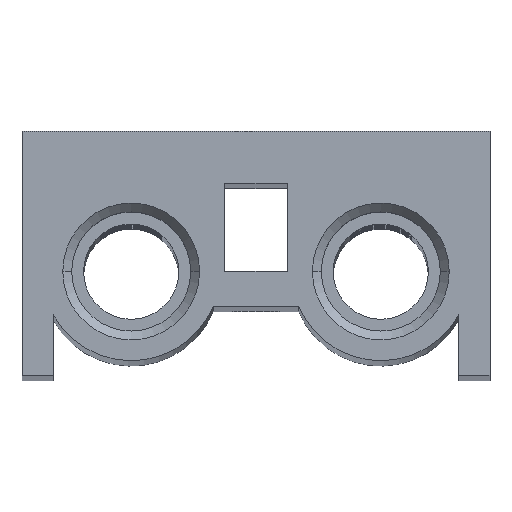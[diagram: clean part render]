
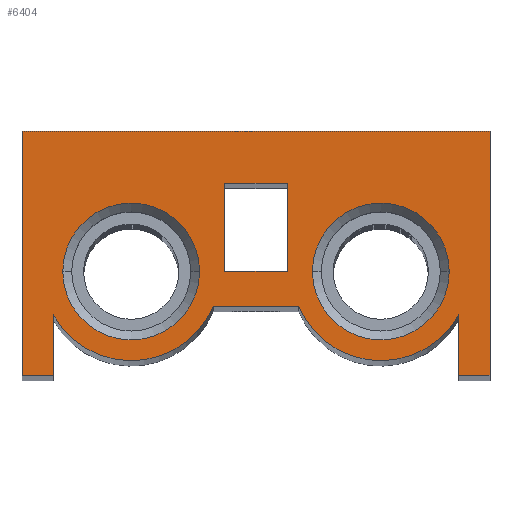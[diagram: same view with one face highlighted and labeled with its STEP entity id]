
A CAD part, top view. The second image highlights one B-rep face of the part: STEP entity #6404.
In plain terms, the highlighted planar face has unit normal (0, 0, 1).
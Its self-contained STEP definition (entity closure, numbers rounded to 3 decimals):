
#27 = LINE ( 'NONE', #7434, #285 ) ;
#61 = DIRECTION ( 'NONE',  ( -1., 0., 0. ) ) ;
#112 = FACE_OUTER_BOUND ( 'NONE', #2035, .T. ) ;
#161 = LINE ( 'NONE', #6619, #7346 ) ;
#190 = LINE ( 'NONE', #3914, #2078 ) ;
#285 = VECTOR ( 'NONE', #9513, 1000. ) ;
#296 = CIRCLE ( 'NONE', #762, 6.579 ) ;
#392 = VECTOR ( 'NONE', #2579, 1000. ) ;
#422 = CARTESIAN_POINT ( 'NONE',  ( -19.5, 5.836, 299. ) ) ;
#532 = DIRECTION ( 'NONE',  ( -1., 0., 0. ) ) ;
#534 = ORIENTED_EDGE ( 'NONE', *, *, #4196, .T. ) ;
#620 = LINE ( 'NONE', #665, #4432 ) ;
#665 = CARTESIAN_POINT ( 'NONE',  ( 19.5, 5.836, 299. ) ) ;
#735 = VECTOR ( 'NONE', #1110, 1000. ) ;
#748 = CARTESIAN_POINT ( 'NONE',  ( -3., 18.5, 299. ) ) ;
#762 = AXIS2_PLACEMENT_3D ( 'NONE', #9227, #9132, #5615 ) ;
#905 = DIRECTION ( 'NONE',  ( 1., 0., 0. ) ) ;
#933 = LINE ( 'NONE', #3884, #392 ) ;
#957 = EDGE_CURVE ( 'NONE', #8478, #4968, #190, .T. ) ;
#1001 = CARTESIAN_POINT ( 'NONE',  ( -19.5, 0., 299. ) ) ;
#1035 = EDGE_CURVE ( 'NONE', #4356, #8939, #8113, .T. ) ;
#1110 = DIRECTION ( 'NONE',  ( 0., -1., 0. ) ) ;
#1182 = DIRECTION ( 'NONE',  ( -1., 0., 0. ) ) ;
#1217 = VERTEX_POINT ( 'NONE', #4275 ) ;
#1225 = EDGE_CURVE ( 'NONE', #6043, #1557, #1958, .T. ) ;
#1241 = EDGE_CURVE ( 'NONE', #4176, #5781, #8735, .T. ) ;
#1251 = EDGE_LOOP ( 'NONE', ( #4248, #3530, #2137, #8579 ) ) ;
#1288 = EDGE_CURVE ( 'NONE', #9202, #1544, #8875, .T. ) ;
#1423 = FACE_BOUND ( 'NONE', #1251, .T. ) ;
#1520 = CARTESIAN_POINT ( 'NONE',  ( -12., 10., 299. ) ) ;
#1544 = VERTEX_POINT ( 'NONE', #4167 ) ;
#1557 = VERTEX_POINT ( 'NONE', #7172 ) ;
#1775 = AXIS2_PLACEMENT_3D ( 'NONE', #8260, #7538, #905 ) ;
#1780 = CIRCLE ( 'NONE', #1775, 8.579 ) ;
#1958 = LINE ( 'NONE', #7923, #8879 ) ;
#2012 = CARTESIAN_POINT ( 'NONE',  ( 12., 10., 299. ) ) ;
#2035 = EDGE_LOOP ( 'NONE', ( #6556, #8394, #4088, #534, #5884, #7567, #8480, #8352, #2659, #2312 ) ) ;
#2078 = VECTOR ( 'NONE', #6878, 1000. ) ;
#2097 = CARTESIAN_POINT ( 'NONE',  ( 3., 18.5, 299. ) ) ;
#2137 = ORIENTED_EDGE ( 'NONE', *, *, #7534, .F. ) ;
#2160 = CARTESIAN_POINT ( 'NONE',  ( -18.579, 10., 299. ) ) ;
#2247 = VERTEX_POINT ( 'NONE', #8407 ) ;
#2312 = ORIENTED_EDGE ( 'NONE', *, *, #8541, .T. ) ;
#2357 = EDGE_CURVE ( 'NONE', #8854, #3129, #1780, .T. ) ;
#2579 = DIRECTION ( 'NONE',  ( 0., 1., 0. ) ) ;
#2608 = DIRECTION ( 'NONE',  ( -1., 0., 0. ) ) ;
#2659 = ORIENTED_EDGE ( 'NONE', *, *, #2748, .T. ) ;
#2733 = CIRCLE ( 'NONE', #5538, 6.579 ) ;
#2748 = EDGE_CURVE ( 'NONE', #1557, #6694, #5053, .T. ) ;
#2776 = DIRECTION ( 'NONE',  ( 0., 1., 0. ) ) ;
#2935 = DIRECTION ( 'NONE',  ( 0., -1., 0. ) ) ;
#2953 = CARTESIAN_POINT ( 'NONE',  ( 22.5, 23.5, 299. ) ) ;
#2972 = DIRECTION ( 'NONE',  ( 1., 0., 0. ) ) ;
#3013 = ORIENTED_EDGE ( 'NONE', *, *, #9186, .T. ) ;
#3017 = LINE ( 'NONE', #5938, #9392 ) ;
#3064 = CARTESIAN_POINT ( 'NONE',  ( -22.5, 0., 299. ) ) ;
#3129 = VERTEX_POINT ( 'NONE', #8895 ) ;
#3222 = LINE ( 'NONE', #4792, #7708 ) ;
#3325 = LINE ( 'NONE', #9239, #9526 ) ;
#3488 = EDGE_CURVE ( 'NONE', #3129, #6043, #620, .T. ) ;
#3530 = ORIENTED_EDGE ( 'NONE', *, *, #7364, .F. ) ;
#3599 = DIRECTION ( 'NONE',  ( 0., 0., 1. ) ) ;
#3860 = DIRECTION ( 'NONE',  ( 0., 0., 1. ) ) ;
#3884 = CARTESIAN_POINT ( 'NONE',  ( 3., 10., 299. ) ) ;
#3914 = CARTESIAN_POINT ( 'NONE',  ( -22.5, 23.5, 299. ) ) ;
#3955 = CARTESIAN_POINT ( 'NONE',  ( -12., 10., 299. ) ) ;
#4088 = ORIENTED_EDGE ( 'NONE', *, *, #1241, .T. ) ;
#4167 = CARTESIAN_POINT ( 'NONE',  ( 18.579, 10., 299. ) ) ;
#4176 = VERTEX_POINT ( 'NONE', #1001 ) ;
#4196 = EDGE_CURVE ( 'NONE', #5781, #1217, #4600, .T. ) ;
#4248 = ORIENTED_EDGE ( 'NONE', *, *, #9472, .F. ) ;
#4275 = CARTESIAN_POINT ( 'NONE',  ( -4.096, 6.667, 299. ) ) ;
#4327 = DIRECTION ( 'NONE',  ( 1., 0., 0. ) ) ;
#4356 = VERTEX_POINT ( 'NONE', #8561 ) ;
#4422 = FACE_BOUND ( 'NONE', #7045, .T. ) ;
#4432 = VECTOR ( 'NONE', #2935, 1000. ) ;
#4472 = DIRECTION ( 'NONE',  ( 1., 0., 0. ) ) ;
#4600 = CIRCLE ( 'NONE', #9079, 8.579 ) ;
#4671 = EDGE_CURVE ( 'NONE', #1217, #8854, #3222, .T. ) ;
#4792 = CARTESIAN_POINT ( 'NONE',  ( -4.096, 6.667, 299. ) ) ;
#4802 = CARTESIAN_POINT ( 'NONE',  ( -3., 18.5, 299. ) ) ;
#4828 = EDGE_CURVE ( 'NONE', #2247, #8289, #27, .T. ) ;
#4868 = ORIENTED_EDGE ( 'NONE', *, *, #5761, .T. ) ;
#4869 = CARTESIAN_POINT ( 'NONE',  ( -19.5, 0., 299. ) ) ;
#4968 = VERTEX_POINT ( 'NONE', #3064 ) ;
#5053 = LINE ( 'NONE', #9347, #7055 ) ;
#5184 = VECTOR ( 'NONE', #2776, 1000. ) ;
#5350 = VERTEX_POINT ( 'NONE', #748 ) ;
#5538 = AXIS2_PLACEMENT_3D ( 'NONE', #5777, #9445, #6599 ) ;
#5615 = DIRECTION ( 'NONE',  ( -1., 0., 0. ) ) ;
#5628 = DIRECTION ( 'NONE',  ( 0., 0., -1. ) ) ;
#5761 = EDGE_CURVE ( 'NONE', #1544, #9202, #296, .T. ) ;
#5777 = CARTESIAN_POINT ( 'NONE',  ( -12., 10., 299. ) ) ;
#5779 = DIRECTION ( 'NONE',  ( 0., 1., 0. ) ) ;
#5781 = VERTEX_POINT ( 'NONE', #422 ) ;
#5797 = AXIS2_PLACEMENT_3D ( 'NONE', #8671, #5628, #532 ) ;
#5884 = ORIENTED_EDGE ( 'NONE', *, *, #4671, .T. ) ;
#5938 = CARTESIAN_POINT ( 'NONE',  ( -22.5, 0., 299. ) ) ;
#5942 = EDGE_CURVE ( 'NONE', #4968, #4176, #3017, .T. ) ;
#5978 = FACE_BOUND ( 'NONE', #7295, .T. ) ;
#6043 = VERTEX_POINT ( 'NONE', #8251 ) ;
#6207 = CARTESIAN_POINT ( 'NONE',  ( -22.5, 23.5, 299. ) ) ;
#6254 = LINE ( 'NONE', #4802, #735 ) ;
#6289 = DIRECTION ( 'NONE',  ( 1., 0., 0. ) ) ;
#6404 = ADVANCED_FACE ( 'NONE', ( #5978, #1423, #4422, #112 ), #8159, .T. ) ;
#6556 = ORIENTED_EDGE ( 'NONE', *, *, #957, .T. ) ;
#6599 = DIRECTION ( 'NONE',  ( -1., 0., 0. ) ) ;
#6619 = CARTESIAN_POINT ( 'NONE',  ( 3., 18.5, 299. ) ) ;
#6694 = VERTEX_POINT ( 'NONE', #2953 ) ;
#6878 = DIRECTION ( 'NONE',  ( 0., -1., 0. ) ) ;
#6922 = DIRECTION ( 'NONE',  ( 1., 0., 0. ) ) ;
#7045 = EDGE_LOOP ( 'NONE', ( #4868, #9172 ) ) ;
#7049 = CARTESIAN_POINT ( 'NONE',  ( 4.096, 6.667, 299. ) ) ;
#7055 = VECTOR ( 'NONE', #5779, 1000. ) ;
#7172 = CARTESIAN_POINT ( 'NONE',  ( 22.5, 0., 299. ) ) ;
#7295 = EDGE_LOOP ( 'NONE', ( #7843, #3013 ) ) ;
#7315 = CARTESIAN_POINT ( 'NONE',  ( 3., 10., 299. ) ) ;
#7317 = CARTESIAN_POINT ( 'NONE',  ( 5.421, 10., 299. ) ) ;
#7346 = VECTOR ( 'NONE', #61, 1000. ) ;
#7364 = EDGE_CURVE ( 'NONE', #7628, #5350, #161, .T. ) ;
#7434 = CARTESIAN_POINT ( 'NONE',  ( -3., 10., 299. ) ) ;
#7534 = EDGE_CURVE ( 'NONE', #8289, #7628, #933, .T. ) ;
#7538 = DIRECTION ( 'NONE',  ( 0., 0., 1. ) ) ;
#7567 = ORIENTED_EDGE ( 'NONE', *, *, #2357, .T. ) ;
#7628 = VERTEX_POINT ( 'NONE', #2097 ) ;
#7708 = VECTOR ( 'NONE', #6289, 1000. ) ;
#7843 = ORIENTED_EDGE ( 'NONE', *, *, #1035, .T. ) ;
#7923 = CARTESIAN_POINT ( 'NONE',  ( 19.5, 0., 299. ) ) ;
#7970 = DIRECTION ( 'NONE',  ( 0., 0., -1. ) ) ;
#8113 = CIRCLE ( 'NONE', #5797, 6.579 ) ;
#8159 = PLANE ( 'NONE',  #8720 ) ;
#8251 = CARTESIAN_POINT ( 'NONE',  ( 19.5, 0., 299. ) ) ;
#8260 = CARTESIAN_POINT ( 'NONE',  ( 12., 10., 299. ) ) ;
#8289 = VERTEX_POINT ( 'NONE', #7315 ) ;
#8352 = ORIENTED_EDGE ( 'NONE', *, *, #1225, .T. ) ;
#8394 = ORIENTED_EDGE ( 'NONE', *, *, #5942, .T. ) ;
#8407 = CARTESIAN_POINT ( 'NONE',  ( -3., 10., 299. ) ) ;
#8478 = VERTEX_POINT ( 'NONE', #6207 ) ;
#8480 = ORIENTED_EDGE ( 'NONE', *, *, #3488, .T. ) ;
#8541 = EDGE_CURVE ( 'NONE', #6694, #8478, #3325, .T. ) ;
#8561 = CARTESIAN_POINT ( 'NONE',  ( -5.421, 10., 299. ) ) ;
#8579 = ORIENTED_EDGE ( 'NONE', *, *, #4828, .F. ) ;
#8671 = CARTESIAN_POINT ( 'NONE',  ( -12., 10., 299. ) ) ;
#8720 = AXIS2_PLACEMENT_3D ( 'NONE', #1520, #3599, #4472 ) ;
#8735 = LINE ( 'NONE', #4869, #5184 ) ;
#8854 = VERTEX_POINT ( 'NONE', #7049 ) ;
#8875 = CIRCLE ( 'NONE', #9182, 6.579 ) ;
#8879 = VECTOR ( 'NONE', #4327, 1000. ) ;
#8895 = CARTESIAN_POINT ( 'NONE',  ( 19.5, 5.836, 299. ) ) ;
#8939 = VERTEX_POINT ( 'NONE', #2160 ) ;
#9079 = AXIS2_PLACEMENT_3D ( 'NONE', #3955, #3860, #6922 ) ;
#9132 = DIRECTION ( 'NONE',  ( 0., 0., -1. ) ) ;
#9172 = ORIENTED_EDGE ( 'NONE', *, *, #1288, .T. ) ;
#9182 = AXIS2_PLACEMENT_3D ( 'NONE', #2012, #7970, #1182 ) ;
#9186 = EDGE_CURVE ( 'NONE', #8939, #4356, #2733, .T. ) ;
#9202 = VERTEX_POINT ( 'NONE', #7317 ) ;
#9227 = CARTESIAN_POINT ( 'NONE',  ( 12., 10., 299. ) ) ;
#9239 = CARTESIAN_POINT ( 'NONE',  ( 22.5, 23.5, 299. ) ) ;
#9347 = CARTESIAN_POINT ( 'NONE',  ( 22.5, 0., 299. ) ) ;
#9392 = VECTOR ( 'NONE', #2972, 1000. ) ;
#9445 = DIRECTION ( 'NONE',  ( 0., 0., -1. ) ) ;
#9472 = EDGE_CURVE ( 'NONE', #5350, #2247, #6254, .T. ) ;
#9513 = DIRECTION ( 'NONE',  ( 1., 0., 0. ) ) ;
#9526 = VECTOR ( 'NONE', #2608, 1000. ) ;
